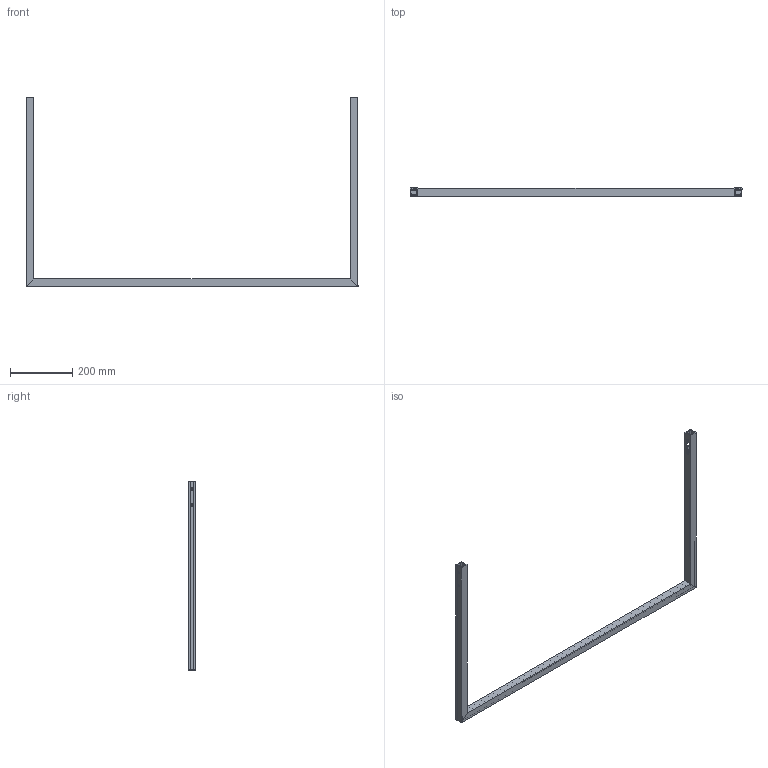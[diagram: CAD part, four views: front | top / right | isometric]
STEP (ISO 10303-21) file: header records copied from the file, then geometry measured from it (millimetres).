
FILE_DESCRIPTION(('FreeCAD Model'),'2;1');
FILE_NAME('Open CASCADE Shape Model','2023-02-14T22:18:52',(''),(''), 'Open CASCADE STEP processor 7.6','FreeCAD','Unknown');
FILE_SCHEMA(('AUTOMOTIVE_DESIGN { 1 0 10303 214 1 1 1 1 }'));
Length unit declared in the file: millimetre
Products named in the file (4): Frame Assembly; Lower Extrusion; Motor Extrusion; Endplate Extrusion
Assembly tree (3 placements, depth 2):
  Frame Assembly
    Lower Extrusion
    Motor Extrusion
    Endplate Extrusion
Bounding box: 1066.8 x 25.4 x 609.6 mm (x, y, z)
Volume: 644600.6 mm3; surface area: 385460.3 mm2
Topology: 3 solids, 3 shells, 72 faces, 207 edges, 138 vertices
Faces by surface type: plane 41, cylinder 31
Full cylindrical faces by diameter (mm): 3.2 x2, 8 x8, 17.78 x1
Entity records: 2705 total; most frequent: CARTESIAN_POINT 618, ORIENTED_EDGE 414, DIRECTION 411, EDGE_CURVE 207, AXIS2_PLACEMENT_3D 139, VERTEX_POINT 138, LINE 133, VECTOR 133
